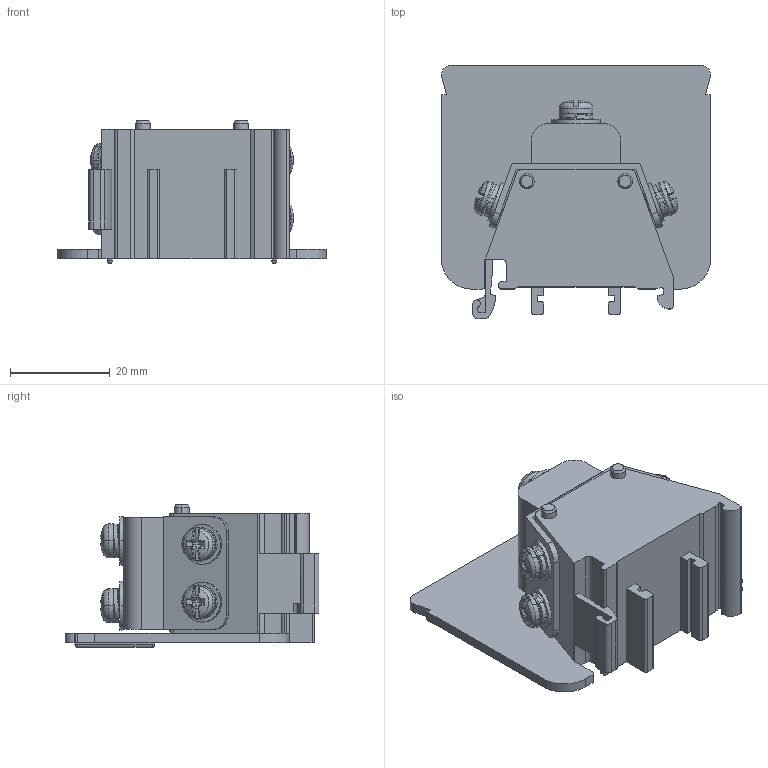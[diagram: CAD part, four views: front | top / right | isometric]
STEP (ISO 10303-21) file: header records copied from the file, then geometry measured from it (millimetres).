
FILE_DESCRIPTION((''),'2;1');
FILE_NAME('5YB576441_ASM','2023-11-27T',('dell'),(''),'PRO/ENGINEER BY PARAMETRIC TECHNOLOGY CORPORATION, 2013230','PRO/ENGINEER BY PARAMETRIC TECHNOLOGY CORPORATION, 2013230','');
FILE_SCHEMA(('AUTOMOTIVE_DESIGN { 1 0 10303 214 1 1 1 1 }'));
Length unit declared in the file: millimetre
Products named in the file (1): 5YB576441_ASM
Bounding box: 54 x 51 x 28.7 mm (x, y, z)
Volume: 28134.2 mm3; surface area: 13288.2 mm2
Topology: 7 solids, 20 shells, 671 faces, 1735 edges, 1109 vertices
Faces by surface type: plane 203, bspline 176, cylinder 166, torus 52, cone 48, sphere 16, extrusion 10
Entity records: 35140 total; most frequent: CARTESIAN_POINT 17889, ORIENTED_EDGE 3406, DIRECTION 2664, EDGE_CURVE 1719, VERTEX_POINT 1109, AXIS2_PLACEMENT_3D 999, EDGE_LOOP 712, FACE_OUTER_BOUND 671
